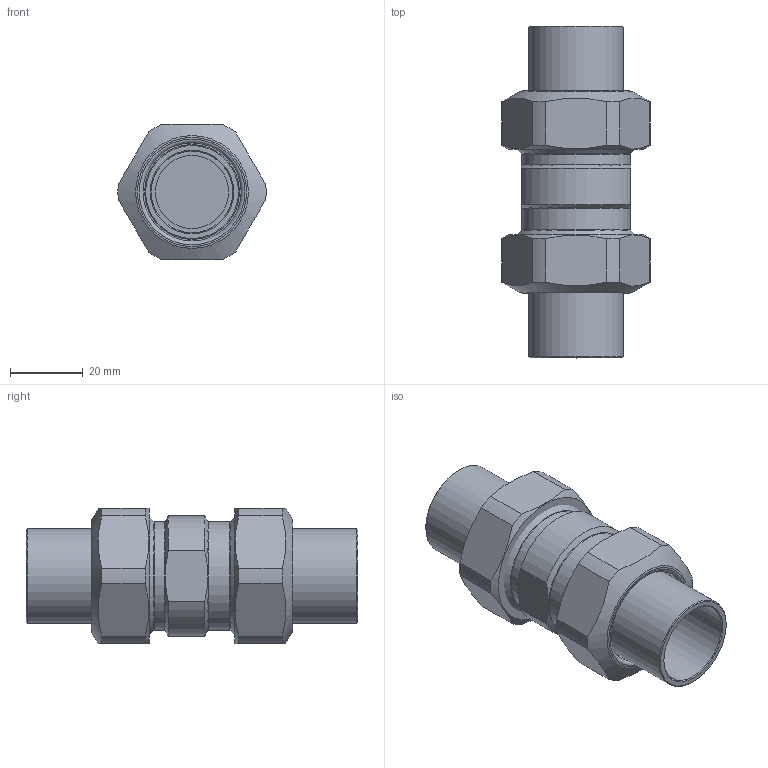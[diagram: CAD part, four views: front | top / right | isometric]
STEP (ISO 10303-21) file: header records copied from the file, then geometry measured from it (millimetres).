
FILE_DESCRIPTION(/* description */ (''),/* implementation_level */ '2;1');
FILE_NAME(/* name */ '304759A _Simplify_1.stp',/* time_stamp */ '2025-08-20T12:30:39-05:00',/* author */ ('ischreiner'),/* organization */ (''),/* preprocessor_version */ 'ST-DEVELOPER v20',/* originating_system */ 'Autodesk Inventor 2025',/* authorisation */ '');
FILE_SCHEMA (('AUTOMOTIVE_DESIGN { 1 0 10303 214 3 1 1 }'));
Length unit declared in the file: inch
Products named in the file (1): 304759A _Simplify_1
Bounding box: 40.63 x 91 x 37.08 mm (x, y, z)
Volume: 55312.2 mm3; surface area: 23682.1 mm2
Topology: 5 solids, 5 shells, 92 faces, 208 edges, 132 vertices
Faces by surface type: cylinder 32, plane 30, cone 22, torus 8
Full cylindrical faces by diameter (mm): 20.015 x2, 22.352 x2, 25.984 x2, 26.924 x2, 29.794 x2, 29.8 x2, 30 x2, 30.302 x2, 33 x2
Entity records: 2780 total; most frequent: CARTESIAN_POINT 533, DIRECTION 474, ORIENTED_EDGE 416, EDGE_CURVE 208, AXIS2_PLACEMENT_3D 205, VERTEX_POINT 132, CIRCLE 112, EDGE_LOOP 106
